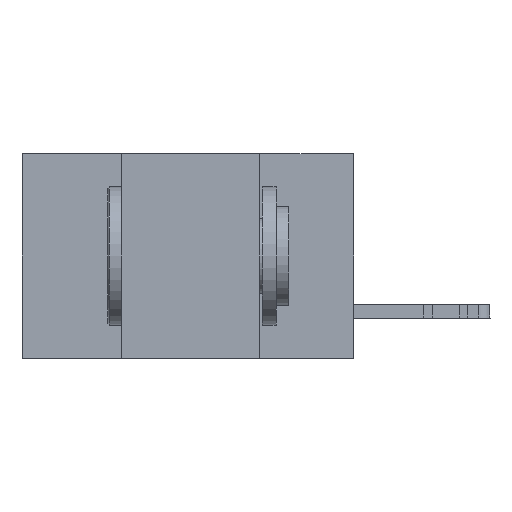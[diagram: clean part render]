
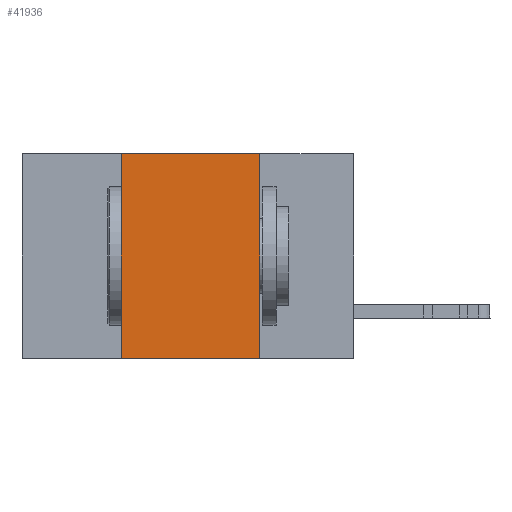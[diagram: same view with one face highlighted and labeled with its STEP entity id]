
A CAD part, left-side view. The second image highlights one B-rep face of the part: STEP entity #41936.
In plain terms, the highlighted planar face has unit normal (-1, 0, 0).
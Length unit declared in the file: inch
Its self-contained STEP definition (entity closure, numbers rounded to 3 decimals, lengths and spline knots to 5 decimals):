
#356 = ORIENTED_EDGE ( 'NONE', *, *, #44333, .F. ) ;
#2561 = LINE ( 'NONE', #23846, #39228 ) ;
#2979 = DIRECTION ( 'NONE',  ( 0., 0., 1. ) ) ;
#3698 = EDGE_CURVE ( 'NONE', #30668, #8035, #23554, .T. ) ;
#3706 = ORIENTED_EDGE ( 'NONE', *, *, #3698, .F. ) ;
#4795 = VECTOR ( 'NONE', #15148, 39.37008 ) ;
#4875 = AXIS2_PLACEMENT_3D ( 'NONE', #38267, #17351, #45273 ) ;
#6225 = DIRECTION ( 'NONE',  ( 0., -1., 0. ) ) ;
#8035 = VERTEX_POINT ( 'NONE', #29264 ) ;
#10933 = VECTOR ( 'NONE', #2979, 39.37008 ) ;
#13109 = EDGE_CURVE ( 'NONE', #8035, #34737, #2561, .T. ) ;
#13798 = FACE_OUTER_BOUND ( 'NONE', #21231, .T. ) ;
#13837 = PLANE ( 'NONE',  #4875 ) ;
#14138 = VECTOR ( 'NONE', #18767, 39.37008 ) ;
#14846 = ORIENTED_EDGE ( 'NONE', *, *, #13109, .F. ) ;
#15148 = DIRECTION ( 'NONE',  ( 0., 0., -1. ) ) ;
#17351 = DIRECTION ( 'NONE',  ( 1., 0., 0. ) ) ;
#18767 = DIRECTION ( 'NONE',  ( 0., -1., 0. ) ) ;
#19105 = CARTESIAN_POINT ( 'NONE',  ( 0., 0.17, 0. ) ) ;
#20568 = CARTESIAN_POINT ( 'NONE',  ( 0., 0.42, 0. ) ) ;
#21212 = LINE ( 'NONE', #19105, #4795 ) ;
#21231 = EDGE_LOOP ( 'NONE', ( #356, #14846, #3706, #32386 ) ) ;
#23464 = LINE ( 'NONE', #39086, #14138 ) ;
#23554 = LINE ( 'NONE', #20568, #10933 ) ;
#23846 = CARTESIAN_POINT ( 'NONE',  ( 0., 0.6, 0. ) ) ;
#26382 = CARTESIAN_POINT ( 'NONE',  ( 0., 0.17, -0.37 ) ) ;
#29264 = CARTESIAN_POINT ( 'NONE',  ( 0., 0.42, 0. ) ) ;
#29392 = VERTEX_POINT ( 'NONE', #26382 ) ;
#30475 = EDGE_CURVE ( 'NONE', #30668, #29392, #23464, .T. ) ;
#30668 = VERTEX_POINT ( 'NONE', #40905 ) ;
#32386 = ORIENTED_EDGE ( 'NONE', *, *, #30475, .T. ) ;
#34737 = VERTEX_POINT ( 'NONE', #37753 ) ;
#37753 = CARTESIAN_POINT ( 'NONE',  ( 0., 0.17, 0. ) ) ;
#38267 = CARTESIAN_POINT ( 'NONE',  ( 0., 0.6, 0. ) ) ;
#39086 = CARTESIAN_POINT ( 'NONE',  ( 0., 0.6, -0.37 ) ) ;
#39228 = VECTOR ( 'NONE', #6225, 39.37008 ) ;
#40905 = CARTESIAN_POINT ( 'NONE',  ( 0., 0.42, -0.37 ) ) ;
#41936 = ADVANCED_FACE ( 'NONE', ( #13798 ), #13837, .F. ) ;
#44333 = EDGE_CURVE ( 'NONE', #34737, #29392, #21212, .T. ) ;
#45273 = DIRECTION ( 'NONE',  ( 0., 0., -1. ) ) ;
